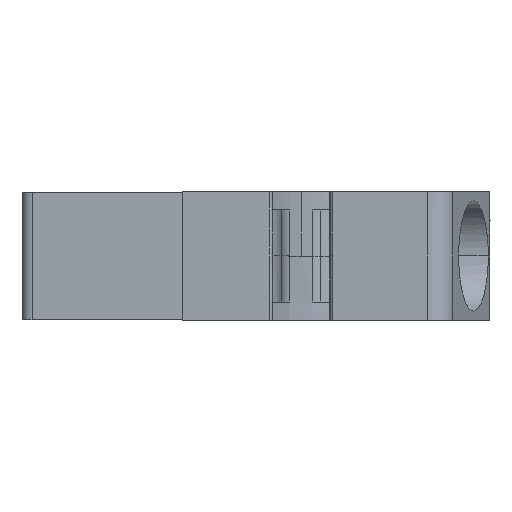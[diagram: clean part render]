
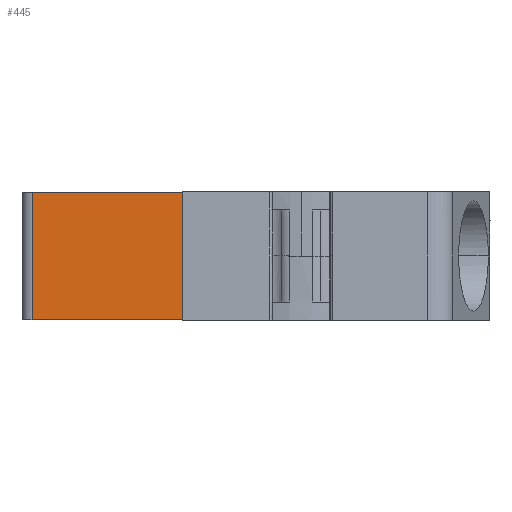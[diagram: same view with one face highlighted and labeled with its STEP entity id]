
A CAD part, left-side view. The second image highlights one B-rep face of the part: STEP entity #445.
In plain terms, the highlighted planar face has unit normal (-1, 0, 0).
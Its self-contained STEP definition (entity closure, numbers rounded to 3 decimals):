
#145 = B_SPLINE_CURVE_WITH_KNOTS ( 'NONE', 3,
 ( #12042, #12052, #12041, #12005 ),
 .UNSPECIFIED., .F., .F.,
 ( 4, 4 ),
 ( 0., 1. ),
 .UNSPECIFIED. ) ;
#445 = ADVANCED_FACE ( 'NONE', ( #2965 ), #2985, .T. ) ;
#687 = EDGE_CURVE ( 'NONE', #17692, #17745, #145, .T. ) ;
#1742 = EDGE_LOOP ( 'NONE', ( #16768, #16774, #16779, #16769 ) ) ;
#2965 = FACE_OUTER_BOUND ( 'NONE', #1742, .T. ) ;
#2975 = CARTESIAN_POINT ( 'NONE',  ( 492.827, -58.157, -4.081 ) ) ;
#2983 = DIRECTION ( 'NONE',  ( 0., -1., 0. ) ) ;
#2985 = PLANE ( 'NONE',  #15229 ) ;
#2992 = DIRECTION ( 'NONE',  ( -1., 0., 0. ) ) ;
#4157 = VECTOR ( 'NONE', #7428, 1000. ) ;
#4167 = VECTOR ( 'NONE', #8664, 1000. ) ;
#4178 = VECTOR ( 'NONE', #8735, 1000. ) ;
#4521 = EDGE_CURVE ( 'NONE', #17745, #17806, #7411, .T. ) ;
#4597 = EDGE_CURVE ( 'NONE', #17692, #17227, #8696, .T. ) ;
#4605 = EDGE_CURVE ( 'NONE', #17806, #17227, #8663, .T. ) ;
#6624 = CARTESIAN_POINT ( 'NONE',  ( 492.827, -46.425, 5.826 ) ) ;
#6809 = CARTESIAN_POINT ( 'NONE',  ( 492.827, -46.425, -4.081 ) ) ;
#7127 = CARTESIAN_POINT ( 'NONE',  ( 492.827, -58.157, -4.081 ) ) ;
#7361 = CARTESIAN_POINT ( 'NONE',  ( 492.827, -58.157, -4.081 ) ) ;
#7411 = LINE ( 'NONE', #7361, #4157 ) ;
#7428 = DIRECTION ( 'NONE',  ( 0., -1., 0. ) ) ;
#8663 = LINE ( 'NONE', #8737, #4167 ) ;
#8664 = DIRECTION ( 'NONE',  ( 0., 0., 1. ) ) ;
#8668 = CARTESIAN_POINT ( 'NONE',  ( 492.827, -46.425, 5.826 ) ) ;
#8696 = LINE ( 'NONE', #8668, #4178 ) ;
#8735 = DIRECTION ( 'NONE',  ( 0., -1., 0. ) ) ;
#8737 = CARTESIAN_POINT ( 'NONE',  ( 492.827, -58.157, -4.206 ) ) ;
#12005 = CARTESIAN_POINT ( 'NONE',  ( 492.827, -46.425, -4.081 ) ) ;
#12041 = CARTESIAN_POINT ( 'NONE',  ( 492.827, -46.425, -0.779 ) ) ;
#12042 = CARTESIAN_POINT ( 'NONE',  ( 492.827, -46.425, 5.826 ) ) ;
#12052 = CARTESIAN_POINT ( 'NONE',  ( 492.827, -46.425, 2.524 ) ) ;
#13433 = CARTESIAN_POINT ( 'NONE',  ( 492.827, -58.157, 5.826 ) ) ;
#15229 = AXIS2_PLACEMENT_3D ( 'NONE', #2975, #2992, #2983 ) ;
#16768 = ORIENTED_EDGE ( 'NONE', *, *, #4521, .T. ) ;
#16769 = ORIENTED_EDGE ( 'NONE', *, *, #687, .T. ) ;
#16774 = ORIENTED_EDGE ( 'NONE', *, *, #4605, .T. ) ;
#16779 = ORIENTED_EDGE ( 'NONE', *, *, #4597, .F. ) ;
#17227 = VERTEX_POINT ( 'NONE', #13433 ) ;
#17692 = VERTEX_POINT ( 'NONE', #6624 ) ;
#17745 = VERTEX_POINT ( 'NONE', #6809 ) ;
#17806 = VERTEX_POINT ( 'NONE', #7127 ) ;
